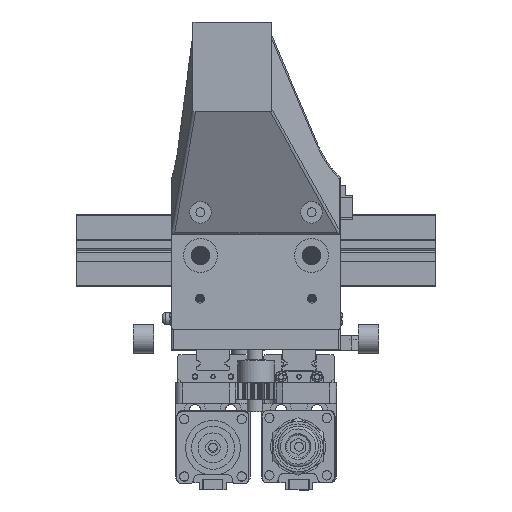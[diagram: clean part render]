
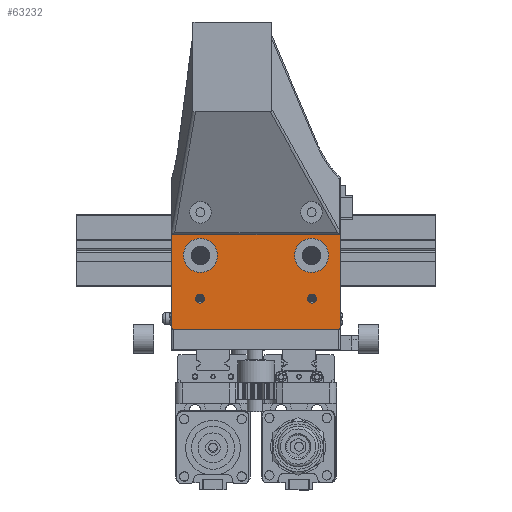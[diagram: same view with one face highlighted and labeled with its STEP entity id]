
A CAD part, top view. The second image highlights one B-rep face of the part: STEP entity #63232.
In plain terms, the highlighted planar face has unit normal (0, 0, 1).
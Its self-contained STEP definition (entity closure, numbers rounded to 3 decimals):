
#4022=FACE_BOUND('',#10973,.T.);
#4023=FACE_BOUND('',#10974,.T.);
#4024=FACE_BOUND('',#10975,.T.);
#4025=FACE_BOUND('',#10976,.T.);
#4026=FACE_BOUND('',#10977,.T.);
#4027=FACE_BOUND('',#10978,.T.);
#4757=PLANE('',#67279);
#7365=FACE_OUTER_BOUND('',#10972,.T.);
#10972=EDGE_LOOP('',(#47508,#47509,#47510,#47511,#47512,#47513,#47514,#47515));
#10973=EDGE_LOOP('',(#47516));
#10974=EDGE_LOOP('',(#47517));
#10975=EDGE_LOOP('',(#47518));
#10976=EDGE_LOOP('',(#47519));
#10977=EDGE_LOOP('',(#47520));
#10978=EDGE_LOOP('',(#47521));
#15337=LINE('',#93832,#22001);
#15340=LINE('',#93838,#22004);
#15341=LINE('',#93842,#22005);
#15342=LINE('',#93846,#22006);
#22001=VECTOR('',#74355,10.);
#22004=VECTOR('',#74360,10.);
#22005=VECTOR('',#74363,10.);
#22006=VECTOR('',#74366,10.);
#27680=CIRCLE('',#67276,0.5);
#27682=CIRCLE('',#67280,0.5);
#27683=CIRCLE('',#67281,4.);
#27684=CIRCLE('',#67282,4.);
#27685=CIRCLE('',#67283,4.75);
#27686=CIRCLE('',#67284,4.75);
#27687=CIRCLE('',#67285,1.25);
#27688=CIRCLE('',#67286,1.25);
#27689=CIRCLE('',#67287,1.25);
#27690=CIRCLE('',#67288,1.25);
#30120=VERTEX_POINT('',#93822);
#30121=VERTEX_POINT('',#93823);
#30124=VERTEX_POINT('',#93831);
#30126=VERTEX_POINT('',#93837);
#30127=VERTEX_POINT('',#93839);
#30128=VERTEX_POINT('',#93841);
#30129=VERTEX_POINT('',#93843);
#30130=VERTEX_POINT('',#93845);
#30131=VERTEX_POINT('',#93848);
#30132=VERTEX_POINT('',#93850);
#30133=VERTEX_POINT('',#93852);
#30134=VERTEX_POINT('',#93854);
#30135=VERTEX_POINT('',#93856);
#30136=VERTEX_POINT('',#93858);
#36673=EDGE_CURVE('',#30120,#30121,#27680,.T.);
#36677=EDGE_CURVE('',#30124,#30121,#15337,.T.);
#36680=EDGE_CURVE('',#30120,#30126,#15340,.T.);
#36681=EDGE_CURVE('',#30127,#30126,#27682,.T.);
#36682=EDGE_CURVE('',#30127,#30128,#15341,.T.);
#36683=EDGE_CURVE('',#30129,#30128,#27683,.T.);
#36684=EDGE_CURVE('',#30129,#30130,#15342,.T.);
#36685=EDGE_CURVE('',#30124,#30130,#27684,.T.);
#36686=EDGE_CURVE('',#30131,#30131,#27685,.T.);
#36687=EDGE_CURVE('',#30132,#30132,#27686,.T.);
#36688=EDGE_CURVE('',#30133,#30133,#27687,.T.);
#36689=EDGE_CURVE('',#30134,#30134,#27688,.T.);
#36690=EDGE_CURVE('',#30135,#30135,#27689,.T.);
#36691=EDGE_CURVE('',#30136,#30136,#27690,.T.);
#47508=ORIENTED_EDGE('',*,*,#36673,.F.);
#47509=ORIENTED_EDGE('',*,*,#36680,.T.);
#47510=ORIENTED_EDGE('',*,*,#36681,.F.);
#47511=ORIENTED_EDGE('',*,*,#36682,.T.);
#47512=ORIENTED_EDGE('',*,*,#36683,.F.);
#47513=ORIENTED_EDGE('',*,*,#36684,.T.);
#47514=ORIENTED_EDGE('',*,*,#36685,.F.);
#47515=ORIENTED_EDGE('',*,*,#36677,.T.);
#47516=ORIENTED_EDGE('',*,*,#36686,.T.);
#47517=ORIENTED_EDGE('',*,*,#36687,.T.);
#47518=ORIENTED_EDGE('',*,*,#36688,.T.);
#47519=ORIENTED_EDGE('',*,*,#36689,.T.);
#47520=ORIENTED_EDGE('',*,*,#36690,.T.);
#47521=ORIENTED_EDGE('',*,*,#36691,.T.);
#63232=ADVANCED_FACE('',(#7365,#4022,#4023,#4024,#4025,#4026,#4027),#4757,
 .T.);
#67276=AXIS2_PLACEMENT_3D('',#93824,#74347,#74348);
#67279=AXIS2_PLACEMENT_3D('',#93836,#74358,#74359);
#67280=AXIS2_PLACEMENT_3D('',#93840,#74361,#74362);
#67281=AXIS2_PLACEMENT_3D('',#93844,#74364,#74365);
#67282=AXIS2_PLACEMENT_3D('',#93847,#74367,#74368);
#67283=AXIS2_PLACEMENT_3D('',#93849,#74369,#74370);
#67284=AXIS2_PLACEMENT_3D('',#93851,#74371,#74372);
#67285=AXIS2_PLACEMENT_3D('',#93853,#74373,#74374);
#67286=AXIS2_PLACEMENT_3D('',#93855,#74375,#74376);
#67287=AXIS2_PLACEMENT_3D('',#93857,#74377,#74378);
#67288=AXIS2_PLACEMENT_3D('',#93859,#74379,#74380);
#74347=DIRECTION('center_axis',(0.,0.,-1.));
#74348=DIRECTION('ref_axis',(-0.707,-0.707,0.));
#74355=DIRECTION('',(0.,-1.,0.));
#74358=DIRECTION('center_axis',(0.,0.,1.));
#74359=DIRECTION('ref_axis',(1.,0.,0.));
#74360=DIRECTION('',(1.,0.,0.));
#74361=DIRECTION('center_axis',(0.,0.,-1.));
#74362=DIRECTION('ref_axis',(0.707,-0.707,0.));
#74363=DIRECTION('',(0.,1.,0.));
#74364=DIRECTION('center_axis',(0.,0.,-1.));
#74365=DIRECTION('ref_axis',(0.707,0.707,0.));
#74366=DIRECTION('',(-1.,0.,0.));
#74367=DIRECTION('center_axis',(0.,0.,-1.));
#74368=DIRECTION('ref_axis',(-0.707,0.707,0.));
#74369=DIRECTION('center_axis',(0.,0.,-1.));
#74370=DIRECTION('ref_axis',(-1.,0.,0.));
#74371=DIRECTION('center_axis',(0.,0.,-1.));
#74372=DIRECTION('ref_axis',(-1.,0.,0.));
#74373=DIRECTION('center_axis',(0.,0.,-1.));
#74374=DIRECTION('ref_axis',(-1.,0.,0.));
#74375=DIRECTION('center_axis',(0.,0.,-1.));
#74376=DIRECTION('ref_axis',(-1.,0.,0.));
#74377=DIRECTION('center_axis',(0.,0.,-1.));
#74378=DIRECTION('ref_axis',(-1.,0.,0.));
#74379=DIRECTION('center_axis',(0.,0.,-1.));
#74380=DIRECTION('ref_axis',(-1.,0.,0.));
#93822=CARTESIAN_POINT('',(-22.985,5.74,59.42));
#93823=CARTESIAN_POINT('',(-23.485,6.24,59.42));
#93824=CARTESIAN_POINT('Origin',(-22.985,6.24,59.42));
#93831=CARTESIAN_POINT('',(-23.485,42.31,59.42));
#93832=CARTESIAN_POINT('',(-23.485,46.31,59.42));
#93836=CARTESIAN_POINT('Origin',(0.005,26.025,59.42));
#93837=CARTESIAN_POINT('',(22.996,5.74,59.42));
#93838=CARTESIAN_POINT('',(-23.485,5.74,59.42));
#93839=CARTESIAN_POINT('',(23.496,6.24,59.42));
#93840=CARTESIAN_POINT('Origin',(22.996,6.24,59.42));
#93841=CARTESIAN_POINT('',(23.496,42.31,59.42));
#93842=CARTESIAN_POINT('',(23.496,5.74,59.42));
#93843=CARTESIAN_POINT('',(19.496,46.31,59.42));
#93844=CARTESIAN_POINT('Origin',(19.496,42.31,59.42));
#93845=CARTESIAN_POINT('',(-19.485,46.31,59.42));
#93846=CARTESIAN_POINT('',(23.496,46.31,59.42));
#93847=CARTESIAN_POINT('Origin',(-19.485,42.31,59.42));
#93848=CARTESIAN_POINT('',(-10.735,26.288,59.42));
#93849=CARTESIAN_POINT('Origin',(-15.485,26.288,59.42));
#93850=CARTESIAN_POINT('',(20.246,26.288,59.42));
#93851=CARTESIAN_POINT('Origin',(15.496,26.288,59.42));
#93852=CARTESIAN_POINT('',(-14.37,14.199,59.42));
#93853=CARTESIAN_POINT('Origin',(-15.62,14.199,59.42));
#93854=CARTESIAN_POINT('',(16.746,38.288,59.42));
#93855=CARTESIAN_POINT('Origin',(15.496,38.288,59.42));
#93856=CARTESIAN_POINT('',(-14.235,38.288,59.42));
#93857=CARTESIAN_POINT('Origin',(-15.485,38.288,59.42));
#93858=CARTESIAN_POINT('',(16.881,14.199,59.42));
#93859=CARTESIAN_POINT('Origin',(15.631,14.199,59.42));
